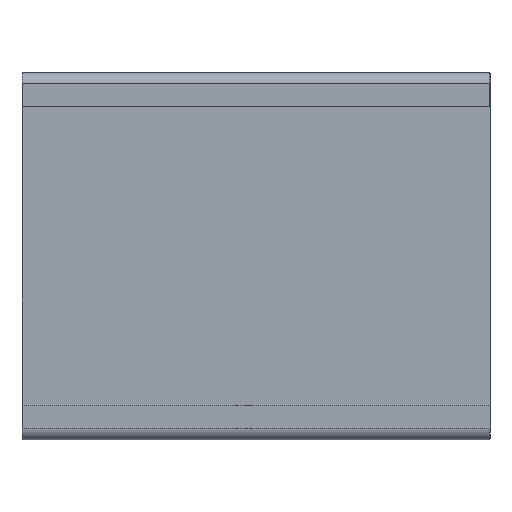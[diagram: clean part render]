
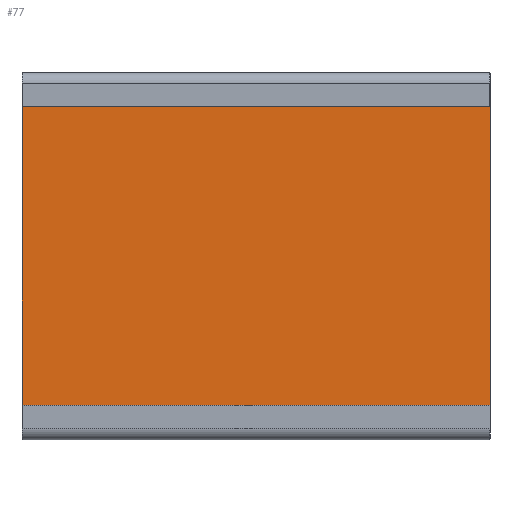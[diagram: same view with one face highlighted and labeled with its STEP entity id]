
A CAD part, top view. The second image highlights one B-rep face of the part: STEP entity #77.
In plain terms, the highlighted planar face has unit normal (0, 0, 1).
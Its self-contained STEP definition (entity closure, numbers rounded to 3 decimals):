
#77=ADVANCED_FACE('',(#148),#149,.F.);
#148=FACE_OUTER_BOUND('',#210,.T.);
#149=PLANE('',#211);
#210=EDGE_LOOP('',(#375,#376,#377,#378));
#211=AXIS2_PLACEMENT_3D('',#379,#380,#381);
#375=ORIENTED_EDGE('',*,*,#447,.F.);
#376=ORIENTED_EDGE('',*,*,#430,.F.);
#377=ORIENTED_EDGE('',*,*,#411,.F.);
#378=ORIENTED_EDGE('',*,*,#395,.T.);
#379=CARTESIAN_POINT('',(0.,5.6,1.6));
#380=DIRECTION('',(0.,0.,-1.0));
#381=DIRECTION('',(1.0,0.,0.));
#395=EDGE_CURVE('',#472,#469,#473,.T.);
#411=EDGE_CURVE('',#472,#478,#500,.T.);
#430=EDGE_CURVE('',#478,#524,#526,.T.);
#447=EDGE_CURVE('',#524,#469,#546,.T.);
#469=VERTEX_POINT('',#572);
#472=VERTEX_POINT('',#576);
#473=LINE('',#577,#578);
#478=VERTEX_POINT('',#585);
#500=LINE('',#617,#618);
#524=VERTEX_POINT('',#651);
#526=LINE('',#654,#655);
#546=LINE('',#684,#685);
#572=CARTESIAN_POINT('',(0.,5.8,1.6));
#576=CARTESIAN_POINT('',(8.15,5.8,1.6));
#577=CARTESIAN_POINT('',(10.966,5.8,1.6));
#578=VECTOR('',#705,1.0);
#585=CARTESIAN_POINT('',(8.15,0.6,1.6));
#617=CARTESIAN_POINT('',(8.15,-52.526,1.6));
#618=VECTOR('',#724,1.0);
#651=CARTESIAN_POINT('',(0.,0.6,1.6));
#654=CARTESIAN_POINT('',(10.966,0.6,1.6));
#655=VECTOR('',#741,1.0);
#684=CARTESIAN_POINT('',(0.,-52.526,1.6));
#685=VECTOR('',#751,1.0);
#705=DIRECTION('',(-1.0,0.,0.));
#724=DIRECTION('',(0.,-1.0,0.));
#741=DIRECTION('',(-1.0,0.,0.));
#751=DIRECTION('',(0.,1.0,0.));
